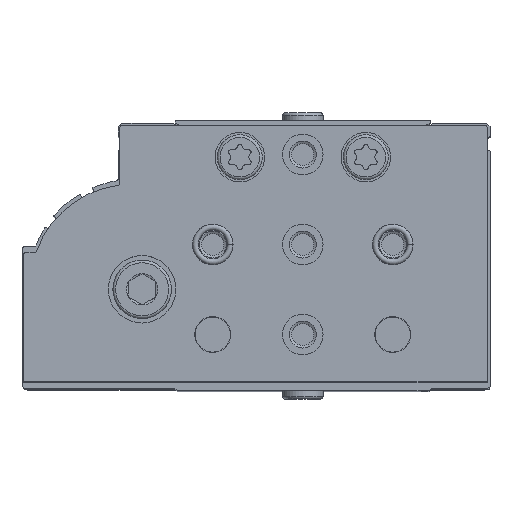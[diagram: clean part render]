
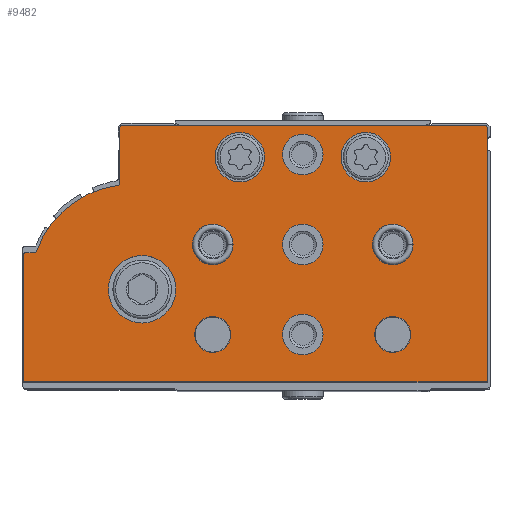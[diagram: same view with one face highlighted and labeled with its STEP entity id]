
A CAD part, top view. The second image highlights one B-rep face of the part: STEP entity #9482.
In plain terms, the highlighted face is planar.
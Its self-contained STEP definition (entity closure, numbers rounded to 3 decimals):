
#963=LINE('',#16114,#1705);
#965=LINE('',#16118,#1707);
#967=LINE('',#16122,#1709);
#970=LINE('',#16130,#1712);
#975=LINE('',#16146,#1717);
#978=LINE('',#16154,#1720);
#1705=VECTOR('',#13007,1000.);
#1707=VECTOR('',#13011,1000.);
#1709=VECTOR('',#13015,1000.);
#1712=VECTOR('',#13024,1000.);
#1717=VECTOR('',#13043,1000.);
#1720=VECTOR('',#13052,1000.);
#3659=ORIENTED_EDGE('',*,*,#5412,.T.);
#3660=ORIENTED_EDGE('',*,*,#5413,.T.);
#3661=ORIENTED_EDGE('',*,*,#5414,.T.);
#3662=ORIENTED_EDGE('',*,*,#5415,.T.);
#3663=ORIENTED_EDGE('',*,*,#5416,.T.);
#3664=ORIENTED_EDGE('',*,*,#5417,.T.);
#3665=ORIENTED_EDGE('',*,*,#5418,.T.);
#3666=ORIENTED_EDGE('',*,*,#5419,.T.);
#3667=ORIENTED_EDGE('',*,*,#5420,.T.);
#3668=ORIENTED_EDGE('',*,*,#5421,.T.);
#3669=ORIENTED_EDGE('',*,*,#5387,.F.);
#3670=ORIENTED_EDGE('',*,*,#5410,.F.);
#3671=ORIENTED_EDGE('',*,*,#5408,.F.);
#3672=ORIENTED_EDGE('',*,*,#5406,.F.);
#3673=ORIENTED_EDGE('',*,*,#5404,.T.);
#3674=ORIENTED_EDGE('',*,*,#5402,.F.);
#3675=ORIENTED_EDGE('',*,*,#5400,.T.);
#3676=ORIENTED_EDGE('',*,*,#5398,.F.);
#3677=ORIENTED_EDGE('',*,*,#5396,.F.);
#3678=ORIENTED_EDGE('',*,*,#5394,.F.);
#3679=ORIENTED_EDGE('',*,*,#5392,.F.);
#3680=ORIENTED_EDGE('',*,*,#5390,.F.);
#5387=EDGE_CURVE('',#6443,#6444,#7020,.T.);
#5390=EDGE_CURVE('',#6444,#6445,#963,.T.);
#5392=EDGE_CURVE('',#6445,#6446,#965,.T.);
#5394=EDGE_CURVE('',#6446,#6447,#967,.T.);
#5396=EDGE_CURVE('',#6447,#6448,#7021,.T.);
#5398=EDGE_CURVE('',#6448,#6449,#970,.T.);
#5400=EDGE_CURVE('',#6450,#6449,#7022,.T.);
#5402=EDGE_CURVE('',#6450,#6451,#7023,.T.);
#5404=EDGE_CURVE('',#6452,#6451,#7024,.T.);
#5406=EDGE_CURVE('',#6452,#6453,#975,.T.);
#5408=EDGE_CURVE('',#6453,#6454,#7025,.T.);
#5410=EDGE_CURVE('',#6454,#6443,#978,.T.);
#5412=EDGE_CURVE('',#6455,#6455,#7026,.T.);
#5413=EDGE_CURVE('',#6456,#6456,#7027,.T.);
#5414=EDGE_CURVE('',#6457,#6457,#7028,.T.);
#5415=EDGE_CURVE('',#6458,#6458,#7029,.T.);
#5416=EDGE_CURVE('',#6459,#6459,#7030,.T.);
#5417=EDGE_CURVE('',#6460,#6460,#7031,.T.);
#5418=EDGE_CURVE('',#6461,#6461,#7032,.T.);
#5419=EDGE_CURVE('',#6462,#6462,#7033,.T.);
#5420=EDGE_CURVE('',#6463,#6463,#7034,.T.);
#5421=EDGE_CURVE('',#6464,#6464,#7035,.T.);
#6443=VERTEX_POINT('',#16109);
#6444=VERTEX_POINT('',#16110);
#6445=VERTEX_POINT('',#16115);
#6446=VERTEX_POINT('',#16119);
#6447=VERTEX_POINT('',#16123);
#6448=VERTEX_POINT('',#16127);
#6449=VERTEX_POINT('',#16131);
#6450=VERTEX_POINT('',#16135);
#6451=VERTEX_POINT('',#16139);
#6452=VERTEX_POINT('',#16143);
#6453=VERTEX_POINT('',#16147);
#6454=VERTEX_POINT('',#16151);
#6455=VERTEX_POINT('',#16158);
#6456=VERTEX_POINT('',#16160);
#6457=VERTEX_POINT('',#16162);
#6458=VERTEX_POINT('',#16164);
#6459=VERTEX_POINT('',#16166);
#6460=VERTEX_POINT('',#16168);
#6461=VERTEX_POINT('',#16170);
#6462=VERTEX_POINT('',#16172);
#6463=VERTEX_POINT('',#16174);
#6464=VERTEX_POINT('',#16176);
#7020=CIRCLE('',#10658,0.5);
#7021=CIRCLE('',#10663,0.5);
#7022=CIRCLE('',#10666,0.5);
#7023=CIRCLE('',#10668,22.5);
#7024=CIRCLE('',#10670,0.5);
#7025=CIRCLE('',#10673,0.5);
#7026=CIRCLE('',#10676,7.5);
#7027=CIRCLE('',#10677,4.5);
#7028=CIRCLE('',#10678,5.5);
#7029=CIRCLE('',#10679,5.5);
#7030=CIRCLE('',#10680,4.5);
#7031=CIRCLE('',#10681,4.5);
#7032=CIRCLE('',#10682,4.5);
#7033=CIRCLE('',#10683,4.);
#7034=CIRCLE('',#10684,4.5);
#7035=CIRCLE('',#10685,4.);
#7702=EDGE_LOOP('',(#3659));
#7703=EDGE_LOOP('',(#3660));
#7704=EDGE_LOOP('',(#3661));
#7705=EDGE_LOOP('',(#3662));
#7706=EDGE_LOOP('',(#3663));
#7707=EDGE_LOOP('',(#3664));
#7708=EDGE_LOOP('',(#3665));
#7709=EDGE_LOOP('',(#3666));
#7710=EDGE_LOOP('',(#3667));
#7711=EDGE_LOOP('',(#3668));
#7712=EDGE_LOOP('',(#3669,#3670,#3671,#3672,#3673,#3674,#3675,#3676,#3677,
#3678,#3679,#3680));
#8510=FACE_BOUND('',#7702,.T.);
#8511=FACE_BOUND('',#7703,.T.);
#8512=FACE_BOUND('',#7704,.T.);
#8513=FACE_BOUND('',#7705,.T.);
#8514=FACE_BOUND('',#7706,.T.);
#8515=FACE_BOUND('',#7707,.T.);
#8516=FACE_BOUND('',#7708,.T.);
#8517=FACE_BOUND('',#7709,.T.);
#8518=FACE_BOUND('',#7710,.T.);
#8519=FACE_BOUND('',#7711,.T.);
#8520=FACE_BOUND('',#7712,.T.);
#9029=PLANE('',#10675);
#9482=ADVANCED_FACE('',(#8510,#8511,#8512,#8513,#8514,#8515,#8516,#8517,
#8518,#8519,#8520),#9029,.F.);
#10658=AXIS2_PLACEMENT_3D('',#16108,#13001,#13002);
#10663=AXIS2_PLACEMENT_3D('',#16126,#13019,#13020);
#10666=AXIS2_PLACEMENT_3D('',#16134,#13028,#13029);
#10668=AXIS2_PLACEMENT_3D('',#16138,#13033,#13034);
#10670=AXIS2_PLACEMENT_3D('',#16142,#13038,#13039);
#10673=AXIS2_PLACEMENT_3D('',#16150,#13047,#13048);
#10675=AXIS2_PLACEMENT_3D('',#16156,#13054,#13055);
#10676=AXIS2_PLACEMENT_3D('',#16157,#13056,#13057);
#10677=AXIS2_PLACEMENT_3D('',#16159,#13058,#13059);
#10678=AXIS2_PLACEMENT_3D('',#16161,#13060,#13061);
#10679=AXIS2_PLACEMENT_3D('',#16163,#13062,#13063);
#10680=AXIS2_PLACEMENT_3D('',#16165,#13064,#13065);
#10681=AXIS2_PLACEMENT_3D('',#16167,#13066,#13067);
#10682=AXIS2_PLACEMENT_3D('',#16169,#13068,#13069);
#10683=AXIS2_PLACEMENT_3D('',#16171,#13070,#13071);
#10684=AXIS2_PLACEMENT_3D('',#16173,#13072,#13073);
#10685=AXIS2_PLACEMENT_3D('',#16175,#13074,#13075);
#13001=DIRECTION('',(0.,0.,1.));
#13002=DIRECTION('',(1.,0.,0.));
#13007=DIRECTION('',(0.,-1.,0.));
#13011=DIRECTION('',(1.,0.,0.));
#13015=DIRECTION('',(0.,1.,0.));
#13019=DIRECTION('',(0.,0.,1.));
#13020=DIRECTION('',(1.,0.,0.));
#13024=DIRECTION('',(-1.,0.,0.));
#13028=DIRECTION('',(0.,0.,1.));
#13029=DIRECTION('',(1.,0.,0.));
#13033=DIRECTION('',(0.,0.,1.));
#13034=DIRECTION('',(1.,0.,0.));
#13038=DIRECTION('',(0.,0.,1.));
#13039=DIRECTION('',(1.,0.,0.));
#13043=DIRECTION('',(0.,1.,0.));
#13047=DIRECTION('',(0.,0.,1.));
#13048=DIRECTION('',(1.,0.,0.));
#13052=DIRECTION('',(-1.,0.,0.));
#13054=DIRECTION('',(0.,0.,1.));
#13055=DIRECTION('',(1.,0.,0.));
#13056=DIRECTION('',(0.,0.,1.));
#13057=DIRECTION('',(1.,0.,0.));
#13058=DIRECTION('',(0.,0.,1.));
#13059=DIRECTION('',(1.,0.,0.));
#13060=DIRECTION('',(0.,0.,1.));
#13061=DIRECTION('',(1.,0.,0.));
#13062=DIRECTION('',(0.,0.,1.));
#13063=DIRECTION('',(1.,0.,0.));
#13064=DIRECTION('',(0.,0.,1.));
#13065=DIRECTION('',(1.,0.,0.));
#13066=DIRECTION('',(0.,0.,1.));
#13067=DIRECTION('',(1.,0.,0.));
#13068=DIRECTION('',(0.,0.,1.));
#13069=DIRECTION('',(1.,0.,0.));
#13070=DIRECTION('',(0.,0.,1.));
#13071=DIRECTION('',(1.,0.,0.));
#13072=DIRECTION('',(0.,0.,1.));
#13073=DIRECTION('',(1.,0.,0.));
#13074=DIRECTION('',(0.,0.,1.));
#13075=DIRECTION('',(1.,0.,0.));
#16108=CARTESIAN_POINT('',(0.5,56.5,0.));
#16109=CARTESIAN_POINT('',(0.5,57.,0.));
#16110=CARTESIAN_POINT('',(0.,56.5,0.));
#16114=CARTESIAN_POINT('',(0.,56.5,0.));
#16115=CARTESIAN_POINT('',(0.,0.,0.));
#16118=CARTESIAN_POINT('',(0.,0.,0.));
#16119=CARTESIAN_POINT('',(103.,0.,0.));
#16122=CARTESIAN_POINT('',(103.,0.,0.));
#16123=CARTESIAN_POINT('',(103.,28.2,0.));
#16126=CARTESIAN_POINT('',(102.5,28.2,0.));
#16127=CARTESIAN_POINT('',(102.5,28.7,0.));
#16130=CARTESIAN_POINT('',(102.5,28.7,0.));
#16131=CARTESIAN_POINT('',(100.637,28.7,0.));
#16134=CARTESIAN_POINT('',(100.637,29.2,0.));
#16135=CARTESIAN_POINT('',(100.167,29.03,0.));
#16138=CARTESIAN_POINT('',(79.,21.4,0.));
#16139=CARTESIAN_POINT('',(82.033,43.695,0.));
#16142=CARTESIAN_POINT('',(82.1,44.19,0.));
#16143=CARTESIAN_POINT('',(81.6,44.19,0.));
#16146=CARTESIAN_POINT('',(81.6,44.19,0.));
#16147=CARTESIAN_POINT('',(81.6,56.5,0.));
#16150=CARTESIAN_POINT('',(81.1,56.5,0.));
#16151=CARTESIAN_POINT('',(81.1,57.,0.));
#16154=CARTESIAN_POINT('',(81.1,57.,0.));
#16156=CARTESIAN_POINT('',(0.5,56.5,0.));
#16157=CARTESIAN_POINT('',(76.65,20.6,0.));
#16158=CARTESIAN_POINT('',(84.15,20.6,0.));
#16159=CARTESIAN_POINT('',(40.95,50.55,0.));
#16160=CARTESIAN_POINT('',(45.45,50.55,0.));
#16161=CARTESIAN_POINT('',(54.95,49.95,0.));
#16162=CARTESIAN_POINT('',(60.45,49.95,0.));
#16163=CARTESIAN_POINT('',(26.95,49.95,0.));
#16164=CARTESIAN_POINT('',(32.45,49.95,0.));
#16165=CARTESIAN_POINT('',(60.95,30.55,0.));
#16166=CARTESIAN_POINT('',(65.45,30.55,0.));
#16167=CARTESIAN_POINT('',(40.95,30.55,0.));
#16168=CARTESIAN_POINT('',(45.45,30.55,0.));
#16169=CARTESIAN_POINT('',(20.95,30.55,0.));
#16170=CARTESIAN_POINT('',(25.45,30.55,0.));
#16171=CARTESIAN_POINT('',(60.95,10.55,0.));
#16172=CARTESIAN_POINT('',(64.95,10.55,0.));
#16173=CARTESIAN_POINT('',(40.95,10.55,0.));
#16174=CARTESIAN_POINT('',(45.45,10.55,0.));
#16175=CARTESIAN_POINT('',(20.95,10.55,0.));
#16176=CARTESIAN_POINT('',(24.95,10.55,0.));
